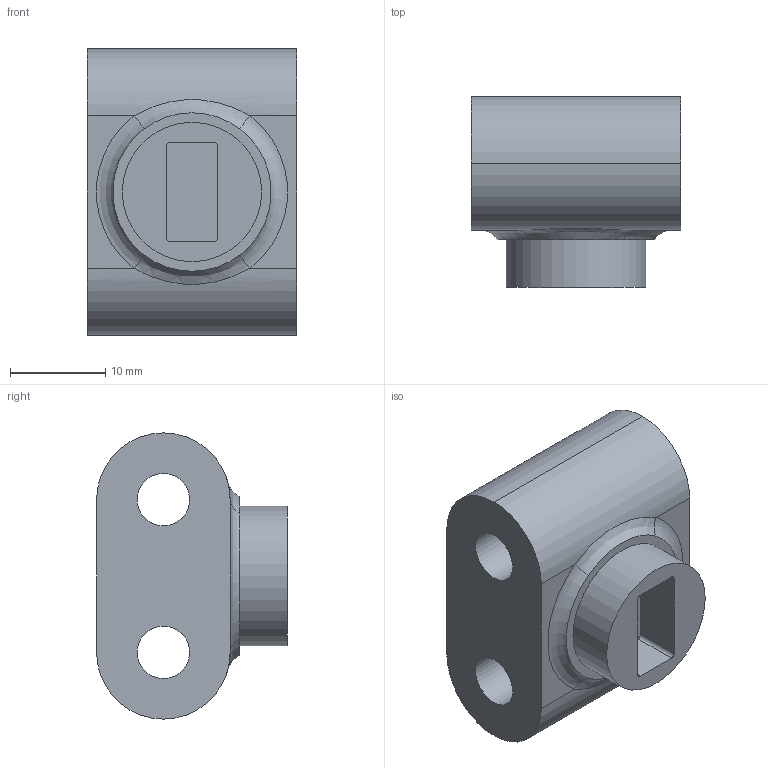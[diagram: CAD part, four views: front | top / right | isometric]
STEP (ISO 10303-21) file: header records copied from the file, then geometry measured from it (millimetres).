
FILE_DESCRIPTION(/* description */ ('STEP AP242','CAx-IF Rec.Pracs.---Representation and Presentation of Product Manufacturing Information (PMI)---4.0---2014-10-13','CAx-IF Rec.Pracs.---3D Tessellated Geometry---0.4---2014-09-14','2;1'),/* implementation_level */ '2;1');
FILE_NAME(/* name */ 'Full Assembly - Part 1 (2)',/* time_stamp */ '2025-06-24T23:24:51Z',/* author */ (''),/* organization */ (''),/* preprocessor_version */ 'ST-DEVELOPER v20',/* originating_system */ 'ONSHAPE BY PTC INC, 1.199',/* authorisation */ ' ');
FILE_SCHEMA (('AP242_MANAGED_MODEL_BASED_3D_ENGINEERING_MIM_LF { 1 0 10303 442 1 1 4 }'));
Length unit declared in the file: metre
Products named in the file (1): Part 1
Bounding box: 22 x 20 x 30 mm (x, y, z)
Volume: 8068.5 mm3; surface area: 3498 mm2
Topology: 1 solids, 1 shells, 27 faces, 66 edges, 43 vertices
Faces by surface type: plane 12, cylinder 11, bspline 2, torus 2
Full cylindrical faces by diameter (mm): 5.5 x2, 14.6 x1
Entity records: 854 total; most frequent: CARTESIAN_POINT 184, DIRECTION 144, ORIENTED_EDGE 124, EDGE_CURVE 62, AXIS2_PLACEMENT_3D 58, VERTEX_POINT 42, EDGE_LOOP 36, FACE_BOUND 36
